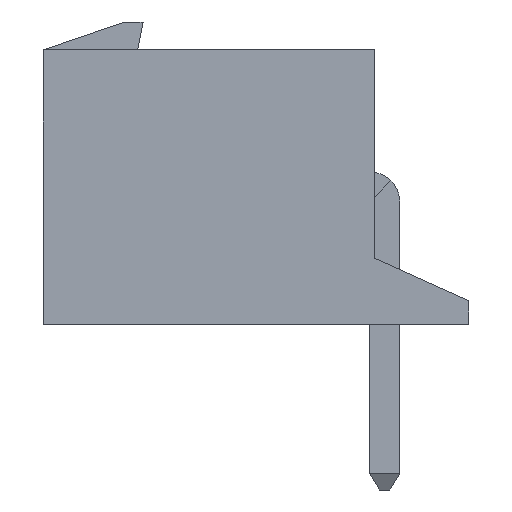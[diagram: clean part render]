
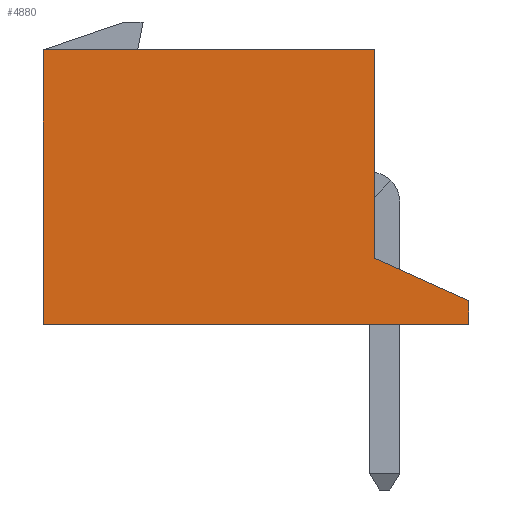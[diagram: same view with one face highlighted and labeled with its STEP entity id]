
A CAD part, left-side view. The second image highlights one B-rep face of the part: STEP entity #4880.
In plain terms, the highlighted planar face has unit normal (-1, 0, 0).
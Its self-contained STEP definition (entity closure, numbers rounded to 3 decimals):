
#7 = VECTOR ( 'NONE', #4791, 1000. ) ;
#24 = AXIS2_PLACEMENT_3D ( 'NONE', #5493, #596, #3939 ) ;
#119 = EDGE_CURVE ( 'NONE', #213, #2897, #5378, .T. ) ;
#213 = VERTEX_POINT ( 'NONE', #7972 ) ;
#440 = PLANE ( 'NONE',  #24 ) ;
#596 = DIRECTION ( 'NONE',  ( -1., 0., 0. ) ) ;
#725 = LINE ( 'NONE', #10747, #7228 ) ;
#821 = VECTOR ( 'NONE', #2810, 1000. ) ;
#927 = LINE ( 'NONE', #3405, #2130 ) ;
#1295 = VECTOR ( 'NONE', #4324, 1000. ) ;
#1456 = ORIENTED_EDGE ( 'NONE', *, *, #119, .T. ) ;
#1761 = ORIENTED_EDGE ( 'NONE', *, *, #4944, .F. ) ;
#1775 = DIRECTION ( 'NONE',  ( 0., 1., 0. ) ) ;
#2130 = VECTOR ( 'NONE', #5108, 1000. ) ;
#2174 = CARTESIAN_POINT ( 'NONE',  ( -7.45, -2., -2.9 ) ) ;
#2609 = VERTEX_POINT ( 'NONE', #4516 ) ;
#2810 = DIRECTION ( 'NONE',  ( 0., 1., 0. ) ) ;
#2897 = VERTEX_POINT ( 'NONE', #8924 ) ;
#2906 = CARTESIAN_POINT ( 'NONE',  ( -7.45, -2., -2.9 ) ) ;
#3035 = EDGE_LOOP ( 'NONE', ( #5317, #1456, #7195, #10804, #1761, #7347 ) ) ;
#3281 = VERTEX_POINT ( 'NONE', #2906 ) ;
#3405 = CARTESIAN_POINT ( 'NONE',  ( -7.45, -2., -2.4 ) ) ;
#3939 = DIRECTION ( 'NONE',  ( 0., 0., 1. ) ) ;
#4109 = LINE ( 'NONE', #6644, #9983 ) ;
#4322 = EDGE_CURVE ( 'NONE', #3281, #2609, #9646, .T. ) ;
#4324 = DIRECTION ( 'NONE',  ( 0., 0., 1. ) ) ;
#4430 = LINE ( 'NONE', #10286, #821 ) ;
#4516 = CARTESIAN_POINT ( 'NONE',  ( -7.45, -2., -2.4 ) ) ;
#4791 = DIRECTION ( 'NONE',  ( 0., 0., 1. ) ) ;
#4880 = ADVANCED_FACE ( 'NONE', ( #7126 ), #440, .T. ) ;
#4944 = EDGE_CURVE ( 'NONE', #3281, #5089, #4109, .T. ) ;
#5089 = VERTEX_POINT ( 'NONE', #6953 ) ;
#5108 = DIRECTION ( 'NONE',  ( 0., 0.912, 0.41 ) ) ;
#5150 = EDGE_CURVE ( 'NONE', #2609, #213, #927, .T. ) ;
#5317 = ORIENTED_EDGE ( 'NONE', *, *, #5150, .T. ) ;
#5378 = LINE ( 'NONE', #7659, #1295 ) ;
#5493 = CARTESIAN_POINT ( 'NONE',  ( -7.45, 0., -2.9 ) ) ;
#5930 = EDGE_CURVE ( 'NONE', #2897, #6488, #4430, .T. ) ;
#6488 = VERTEX_POINT ( 'NONE', #8990 ) ;
#6644 = CARTESIAN_POINT ( 'NONE',  ( -7.45, 0., -2.9 ) ) ;
#6953 = CARTESIAN_POINT ( 'NONE',  ( -7.45, 7., -2.9 ) ) ;
#7126 = FACE_OUTER_BOUND ( 'NONE', #3035, .T. ) ;
#7195 = ORIENTED_EDGE ( 'NONE', *, *, #5930, .T. ) ;
#7228 = VECTOR ( 'NONE', #7564, 1000. ) ;
#7347 = ORIENTED_EDGE ( 'NONE', *, *, #4322, .T. ) ;
#7564 = DIRECTION ( 'NONE',  ( 0., 0., 1. ) ) ;
#7659 = CARTESIAN_POINT ( 'NONE',  ( -7.45, 0., -2.9 ) ) ;
#7972 = CARTESIAN_POINT ( 'NONE',  ( -7.45, 0., -1.5 ) ) ;
#8924 = CARTESIAN_POINT ( 'NONE',  ( -7.45, 0., 2.9 ) ) ;
#8990 = CARTESIAN_POINT ( 'NONE',  ( -7.45, 7., 2.9 ) ) ;
#9646 = LINE ( 'NONE', #2174, #7 ) ;
#9983 = VECTOR ( 'NONE', #1775, 1000. ) ;
#10273 = EDGE_CURVE ( 'NONE', #5089, #6488, #725, .T. ) ;
#10286 = CARTESIAN_POINT ( 'NONE',  ( -7.45, 0., 2.9 ) ) ;
#10747 = CARTESIAN_POINT ( 'NONE',  ( -7.45, 7., 0. ) ) ;
#10804 = ORIENTED_EDGE ( 'NONE', *, *, #10273, .F. ) ;
